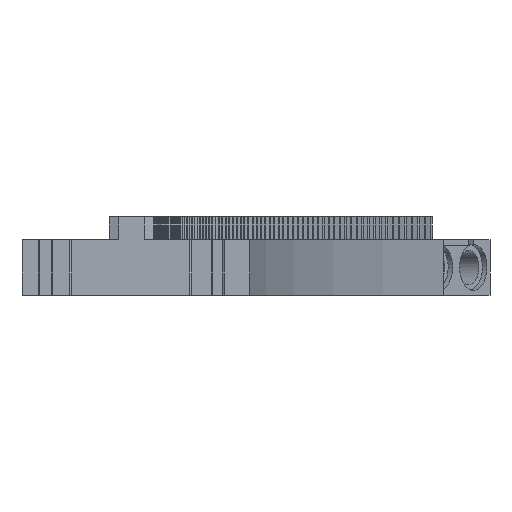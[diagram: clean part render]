
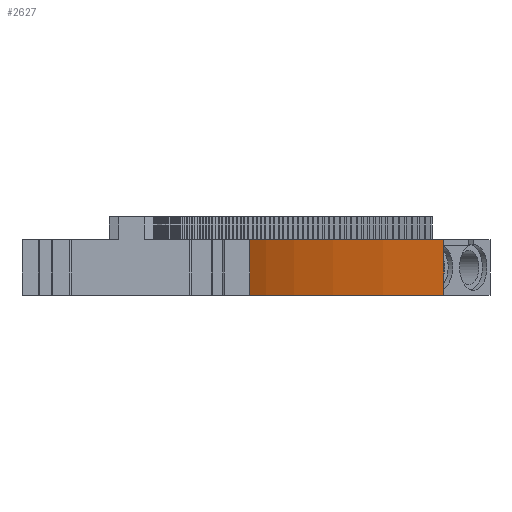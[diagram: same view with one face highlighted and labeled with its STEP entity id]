
A CAD part, front view. The second image highlights one B-rep face of the part: STEP entity #2627.
In plain terms, the highlighted cylindrical face has radius 184.1 mm (diameter 368.2 mm), a partial arc.
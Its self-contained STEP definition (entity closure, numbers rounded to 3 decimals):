
#22 = VERTEX_POINT('',#23);
#23 = CARTESIAN_POINT('',(-0.84,-47.5,-5.5));
#32 = PLANE('',#33);
#33 = AXIS2_PLACEMENT_3D('',#34,#35,#36);
#34 = CARTESIAN_POINT('',(-7.174,-0.254,-5.5));
#35 = DIRECTION('',(-0.,-0.,1.));
#36 = DIRECTION('',(0.316,0.949,0.));
#44 = PLANE('',#45);
#45 = AXIS2_PLACEMENT_3D('',#46,#47,#48);
#46 = CARTESIAN_POINT('',(14.563,-47.5,-5.5));
#47 = DIRECTION('',(0.,1.,0.));
#48 = DIRECTION('',(0.,0.,1.));
#56 = EDGE_CURVE('',#22,#57,#59,.T.);
#57 = VERTEX_POINT('',#58);
#58 = CARTESIAN_POINT('',(26.24,33.742,-5.5));
#59 = SURFACE_CURVE('',#60,(#65,#76),.PCURVE_S1.);
#60 = CIRCLE('',#61,184.1);
#61 = AXIS2_PLACEMENT_3D('',#62,#63,#64);
#62 = CARTESIAN_POINT('',(182.563,-63.5,-5.5));
#63 = DIRECTION('',(0.,0.,-1.));
#64 = DIRECTION('',(-1.,0.,0.));
#65 = PCURVE('',#32,#66);
#66 = DEFINITIONAL_REPRESENTATION('',(#67),#75);
#67 = ( BOUNDED_CURVE() B_SPLINE_CURVE(2,(#68,#69,#70,#71,#72,#73,#74),
.UNSPECIFIED.,.T.,.F.) B_SPLINE_CURVE_WITH_KNOTS((1,2,2,2,2,1),(
    -2.094,0.,2.094,4.189,6.283,
8.378),.UNSPECIFIED.) CURVE() GEOMETRIC_REPRESENTATION_ITEM() 
RATIONAL_B_SPLINE_CURVE((1.,0.5,1.,0.5,1.,0.5,1.)) REPRESENTATION_ITEM(
  '') );
#68 = CARTESIAN_POINT('',(-58.218,-25.347));
#69 = CARTESIAN_POINT('',(244.29,75.488));
#70 = CARTESIAN_POINT('',(180.362,-236.908));
#71 = CARTESIAN_POINT('',(116.435,-549.305));
#72 = CARTESIAN_POINT('',(-122.145,-337.744));
#73 = CARTESIAN_POINT('',(-360.725,-126.183));
#74 = CARTESIAN_POINT('',(-58.218,-25.347));
#75 = ( GEOMETRIC_REPRESENTATION_CONTEXT(2) 
PARAMETRIC_REPRESENTATION_CONTEXT() REPRESENTATION_CONTEXT('2D SPACE',''
  ) );
#76 = PCURVE('',#77,#82);
#77 = CYLINDRICAL_SURFACE('',#78,184.1);
#78 = AXIS2_PLACEMENT_3D('',#79,#80,#81);
#79 = CARTESIAN_POINT('',(182.563,-63.5,2.3));
#80 = DIRECTION('',(0.,0.,-1.));
#81 = DIRECTION('',(-1.,0.,0.));
#82 = DEFINITIONAL_REPRESENTATION('',(#83),#87);
#83 = LINE('',#84,#85);
#84 = CARTESIAN_POINT('',(0.,7.8));
#85 = VECTOR('',#86,1.);
#86 = DIRECTION('',(1.,0.));
#87 = ( GEOMETRIC_REPRESENTATION_CONTEXT(2) 
PARAMETRIC_REPRESENTATION_CONTEXT() REPRESENTATION_CONTEXT('2D SPACE',''
  ) );
#105 = PLANE('',#106);
#106 = AXIS2_PLACEMENT_3D('',#107,#108,#109);
#107 = CARTESIAN_POINT('',(-12.637,62.9,-5.5));
#108 = DIRECTION('',(-0.6,-0.8,0.));
#109 = DIRECTION('',(0.,0.,1.));
#2556 = VERTEX_POINT('',#2557);
#2557 = CARTESIAN_POINT('',(-0.84,-47.5,2.3));
#2573 = PLANE('',#2574);
#2574 = AXIS2_PLACEMENT_3D('',#2575,#2576,#2577);
#2575 = CARTESIAN_POINT('',(-7.174,-0.254,2.3));
#2576 = DIRECTION('',(0.,0.,-1.));
#2577 = DIRECTION('',(0.316,0.949,0.));
#2585 = EDGE_CURVE('',#2556,#22,#2586,.T.);
#2586 = SURFACE_CURVE('',#2587,(#2591,#2598),.PCURVE_S1.);
#2587 = LINE('',#2588,#2589);
#2588 = CARTESIAN_POINT('',(-0.84,-47.5,2.3));
#2589 = VECTOR('',#2590,1.);
#2590 = DIRECTION('',(0.,0.,-1.));
#2591 = PCURVE('',#44,#2592);
#2592 = DEFINITIONAL_REPRESENTATION('',(#2593),#2597);
#2593 = LINE('',#2594,#2595);
#2594 = CARTESIAN_POINT('',(7.8,-15.403));
#2595 = VECTOR('',#2596,1.);
#2596 = DIRECTION('',(-1.,0.));
#2597 = ( GEOMETRIC_REPRESENTATION_CONTEXT(2) 
PARAMETRIC_REPRESENTATION_CONTEXT() REPRESENTATION_CONTEXT('2D SPACE',''
  ) );
#2598 = PCURVE('',#77,#2599);
#2599 = DEFINITIONAL_REPRESENTATION('',(#2600),#2604);
#2600 = LINE('',#2601,#2602);
#2601 = CARTESIAN_POINT('',(0.087,0.));
#2602 = VECTOR('',#2603,1.);
#2603 = DIRECTION('',(0.,1.));
#2604 = ( GEOMETRIC_REPRESENTATION_CONTEXT(2) 
PARAMETRIC_REPRESENTATION_CONTEXT() REPRESENTATION_CONTEXT('2D SPACE',''
  ) );
#2627 = ADVANCED_FACE('',(#2628),#77,.F.);
#2628 = FACE_BOUND('',#2629,.F.);
#2629 = EDGE_LOOP('',(#2630,#2631,#2655,#2676));
#2630 = ORIENTED_EDGE('',*,*,#2585,.F.);
#2631 = ORIENTED_EDGE('',*,*,#2632,.T.);
#2632 = EDGE_CURVE('',#2556,#2633,#2635,.T.);
#2633 = VERTEX_POINT('',#2634);
#2634 = CARTESIAN_POINT('',(26.24,33.742,2.3));
#2635 = SURFACE_CURVE('',#2636,(#2641,#2648),.PCURVE_S1.);
#2636 = CIRCLE('',#2637,184.1);
#2637 = AXIS2_PLACEMENT_3D('',#2638,#2639,#2640);
#2638 = CARTESIAN_POINT('',(182.563,-63.5,2.3));
#2639 = DIRECTION('',(0.,0.,-1.));
#2640 = DIRECTION('',(-1.,0.,0.));
#2641 = PCURVE('',#77,#2642);
#2642 = DEFINITIONAL_REPRESENTATION('',(#2643),#2647);
#2643 = LINE('',#2644,#2645);
#2644 = CARTESIAN_POINT('',(0.,0.));
#2645 = VECTOR('',#2646,1.);
#2646 = DIRECTION('',(1.,0.));
#2647 = ( GEOMETRIC_REPRESENTATION_CONTEXT(2) 
PARAMETRIC_REPRESENTATION_CONTEXT() REPRESENTATION_CONTEXT('2D SPACE',''
  ) );
#2648 = PCURVE('',#2573,#2649);
#2649 = DEFINITIONAL_REPRESENTATION('',(#2650),#2654);
#2650 = CIRCLE('',#2651,184.1);
#2651 = AXIS2_PLACEMENT_2D('',#2652,#2653);
#2652 = CARTESIAN_POINT('',(0.,200.));
#2653 = DIRECTION('',(-0.316,-0.949));
#2654 = ( GEOMETRIC_REPRESENTATION_CONTEXT(2) 
PARAMETRIC_REPRESENTATION_CONTEXT() REPRESENTATION_CONTEXT('2D SPACE',''
  ) );
#2655 = ORIENTED_EDGE('',*,*,#2656,.T.);
#2656 = EDGE_CURVE('',#2633,#57,#2657,.T.);
#2657 = SURFACE_CURVE('',#2658,(#2662,#2669),.PCURVE_S1.);
#2658 = LINE('',#2659,#2660);
#2659 = CARTESIAN_POINT('',(26.24,33.742,2.3));
#2660 = VECTOR('',#2661,1.);
#2661 = DIRECTION('',(0.,0.,-1.));
#2662 = PCURVE('',#77,#2663);
#2663 = DEFINITIONAL_REPRESENTATION('',(#2664),#2668);
#2664 = LINE('',#2665,#2666);
#2665 = CARTESIAN_POINT('',(0.556,0.));
#2666 = VECTOR('',#2667,1.);
#2667 = DIRECTION('',(0.,1.));
#2668 = ( GEOMETRIC_REPRESENTATION_CONTEXT(2) 
PARAMETRIC_REPRESENTATION_CONTEXT() REPRESENTATION_CONTEXT('2D SPACE',''
  ) );
#2669 = PCURVE('',#105,#2670);
#2670 = DEFINITIONAL_REPRESENTATION('',(#2671),#2675);
#2671 = LINE('',#2672,#2673);
#2672 = CARTESIAN_POINT('',(7.8,-48.597));
#2673 = VECTOR('',#2674,1.);
#2674 = DIRECTION('',(-1.,-0.));
#2675 = ( GEOMETRIC_REPRESENTATION_CONTEXT(2) 
PARAMETRIC_REPRESENTATION_CONTEXT() REPRESENTATION_CONTEXT('2D SPACE',''
  ) );
#2676 = ORIENTED_EDGE('',*,*,#56,.F.);
